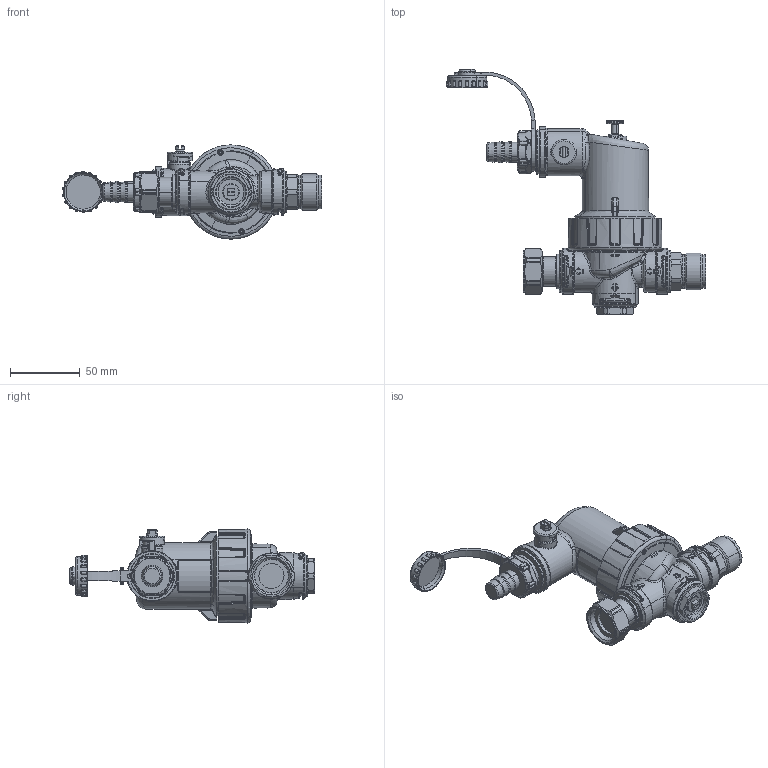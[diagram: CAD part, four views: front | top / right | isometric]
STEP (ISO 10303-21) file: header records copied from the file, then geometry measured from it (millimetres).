
FILE_DESCRIPTION(('CATIA V5 STEP Exchange','CAx-IF Rec.Pracs.--- Model Styling and Organization---1.4--- 2014-01-23','CAx-IF Rec.Pracs.---3D Tessellated Data Validation Properties---0.5---2014-09-14'),'2;1');
FILE_NAME('STEP_545020_-_TST.stp','2022-03-07T09:19:47+00:00',('none'),('none'),'CATIA Version 5-6 Release 2019 SP3','CATIA V5 STEP AP242 v1','none');
FILE_SCHEMA(('AP242_MANAGED_MODEL_BASED_3D_ENGINEERING_MIM_LF {1 0 10303 442 1 1 4}'));
Length unit declared in the file: millimetre
Products named in the file (1): 545020 - TST
Bounding box: 185.65 x 175.59 x 67.5 mm (x, y, z)
Volume: 338953.5 mm3; surface area: 49498.2 mm2
Topology: 1 solids, 2 shells, 2191 faces, 5249 edges, 2981 vertices
Faces by surface type: bspline 928, cylinder 473, plane 257, cone 238, torus 237, sphere 58
Entity records: 116458 total; most frequent: CARTESIAN_POINT 75965, ORIENTED_EDGE 10234, EDGE_CURVE 5117, DIRECTION 3913, VERTEX_POINT 2981, B_SPLINE_CURVE_WITH_KNOTS 2972, EDGE_LOOP 2256, ADVANCED_FACE 2191
